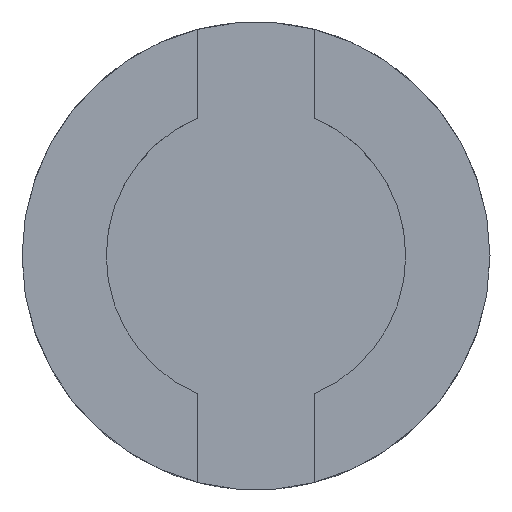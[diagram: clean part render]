
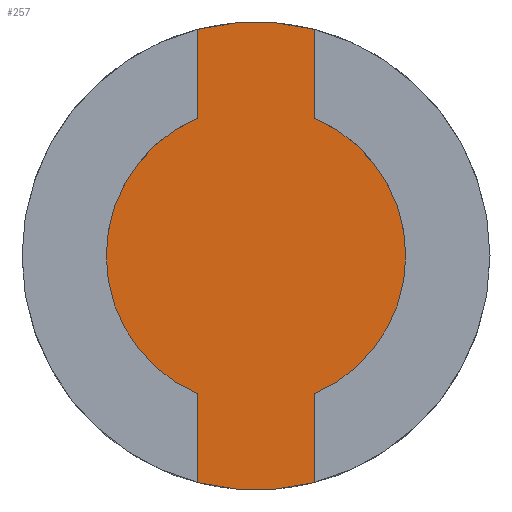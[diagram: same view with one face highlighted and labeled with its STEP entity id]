
A CAD part, top view. The second image highlights one B-rep face of the part: STEP entity #257.
In plain terms, the highlighted planar face has unit normal (0, 0, 1).
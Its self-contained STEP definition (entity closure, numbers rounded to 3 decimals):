
#22=FACE_OUTER_BOUND('',#38,.T.);
#38=EDGE_LOOP('',(#174,#175,#176,#177,#178,#179,#180,#181));
#56=LINE('',#407,#78);
#57=LINE('',#411,#79);
#58=LINE('',#415,#80);
#59=LINE('',#418,#81);
#78=VECTOR('',#323,10.);
#79=VECTOR('',#326,10.);
#80=VECTOR('',#329,10.);
#81=VECTOR('',#332,10.);
#100=CIRCLE('',#288,12.8);
#101=CIRCLE('',#289,20.);
#102=CIRCLE('',#290,12.8);
#103=CIRCLE('',#291,20.);
#114=VERTEX_POINT('',#403);
#115=VERTEX_POINT('',#404);
#116=VERTEX_POINT('',#406);
#117=VERTEX_POINT('',#408);
#118=VERTEX_POINT('',#410);
#119=VERTEX_POINT('',#412);
#120=VERTEX_POINT('',#414);
#121=VERTEX_POINT('',#416);
#138=EDGE_CURVE('',#114,#115,#100,.T.);
#139=EDGE_CURVE('',#116,#114,#56,.T.);
#140=EDGE_CURVE('',#116,#117,#101,.T.);
#141=EDGE_CURVE('',#118,#117,#57,.T.);
#142=EDGE_CURVE('',#119,#118,#102,.T.);
#143=EDGE_CURVE('',#120,#119,#58,.T.);
#144=EDGE_CURVE('',#120,#121,#103,.T.);
#145=EDGE_CURVE('',#115,#121,#59,.T.);
#174=ORIENTED_EDGE('',*,*,#138,.F.);
#175=ORIENTED_EDGE('',*,*,#139,.F.);
#176=ORIENTED_EDGE('',*,*,#140,.T.);
#177=ORIENTED_EDGE('',*,*,#141,.F.);
#178=ORIENTED_EDGE('',*,*,#142,.F.);
#179=ORIENTED_EDGE('',*,*,#143,.F.);
#180=ORIENTED_EDGE('',*,*,#144,.T.);
#181=ORIENTED_EDGE('',*,*,#145,.F.);
#246=PLANE('',#287);
#257=ADVANCED_FACE('',(#22),#246,.T.);
#287=AXIS2_PLACEMENT_3D('',#402,#319,#320);
#288=AXIS2_PLACEMENT_3D('',#405,#321,#322);
#289=AXIS2_PLACEMENT_3D('',#409,#324,#325);
#290=AXIS2_PLACEMENT_3D('',#413,#327,#328);
#291=AXIS2_PLACEMENT_3D('',#417,#330,#331);
#319=DIRECTION('center_axis',(0.,0.,1.));
#320=DIRECTION('ref_axis',(-1.,0.,0.));
#321=DIRECTION('center_axis',(0.,0.,-1.));
#322=DIRECTION('ref_axis',(-1.,0.,0.));
#323=DIRECTION('',(0.,-1.,0.));
#324=DIRECTION('center_axis',(0.,0.,1.));
#325=DIRECTION('ref_axis',(1.,0.,0.));
#326=DIRECTION('',(0.,1.,0.));
#327=DIRECTION('center_axis',(0.,0.,-1.));
#328=DIRECTION('ref_axis',(-1.,0.,0.));
#329=DIRECTION('',(0.,1.,0.));
#330=DIRECTION('center_axis',(0.,0.,1.));
#331=DIRECTION('ref_axis',(1.,0.,0.));
#332=DIRECTION('',(0.,-1.,0.));
#402=CARTESIAN_POINT('Origin',(0.,0.,17.5));
#403=CARTESIAN_POINT('',(5.,11.783,17.5));
#404=CARTESIAN_POINT('',(5.,-11.783,17.5));
#405=CARTESIAN_POINT('Origin',(0.,0.,17.5));
#406=CARTESIAN_POINT('',(5.,19.365,17.5));
#407=CARTESIAN_POINT('',(5.,9.682,17.5));
#408=CARTESIAN_POINT('',(-5.,19.365,17.5));
#409=CARTESIAN_POINT('Origin',(0.,0.,17.5));
#410=CARTESIAN_POINT('',(-5.,11.783,17.5));
#411=CARTESIAN_POINT('',(-5.,5.892,17.5));
#412=CARTESIAN_POINT('',(-5.,-11.783,17.5));
#413=CARTESIAN_POINT('Origin',(0.,0.,17.5));
#414=CARTESIAN_POINT('',(-5.,-19.365,17.5));
#415=CARTESIAN_POINT('',(-5.,-9.682,17.5));
#416=CARTESIAN_POINT('',(5.,-19.365,17.5));
#417=CARTESIAN_POINT('Origin',(0.,0.,17.5));
#418=CARTESIAN_POINT('',(5.,-5.892,17.5));
